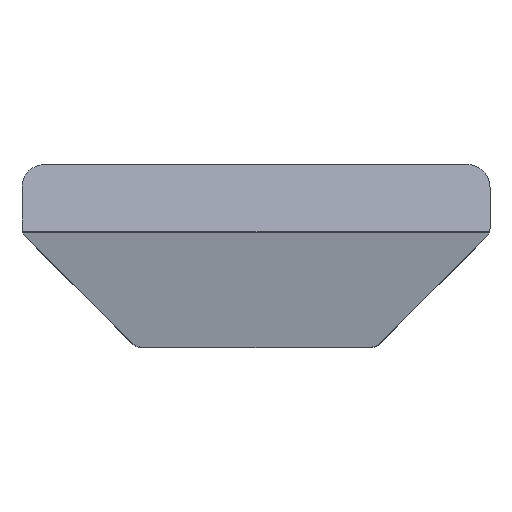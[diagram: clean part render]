
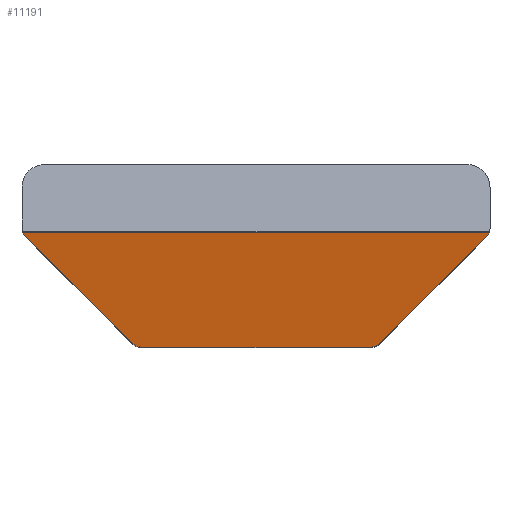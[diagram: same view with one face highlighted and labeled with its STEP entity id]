
A CAD part, top view. The second image highlights one B-rep face of the part: STEP entity #11191.
In plain terms, the highlighted planar face has unit normal (0, -0.174, 0.985).
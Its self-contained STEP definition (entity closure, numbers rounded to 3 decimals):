
#457 = EDGE_CURVE ( 'NONE', #1747, #8266, #4321, .T. ) ;
#813 = ORIENTED_EDGE ( 'NONE', *, *, #8892, .F. ) ;
#871 = DIRECTION ( 'NONE',  ( -1., 0., 0. ) ) ;
#984 = ORIENTED_EDGE ( 'NONE', *, *, #9773, .T. ) ;
#1171 = ORIENTED_EDGE ( 'NONE', *, *, #7794, .T. ) ;
#1363 = CARTESIAN_POINT ( 'NONE',  ( 2.021, 0.171, -0.005 ) ) ;
#1382 = CARTESIAN_POINT ( 'NONE',  ( 1.035, -0.8, -0.176 ) ) ;
#1636 = LINE ( 'NONE', #6896, #2559 ) ;
#1704 = EDGE_CURVE ( 'NONE', #1747, #2871, #5247, .T. ) ;
#1747 = VERTEX_POINT ( 'NONE', #8708 ) ;
#1863 = CARTESIAN_POINT ( 'NONE',  ( -1.035, -0.8, -0.176 ) ) ;
#2139 = EDGE_CURVE ( 'NONE', #12770, #8266, #10533, .T. ) ;
#2153 = DIRECTION ( 'NONE',  ( -0.702, 0.702, 0.124 ) ) ;
#2357 = VERTEX_POINT ( 'NONE', #7494 ) ;
#2559 = VECTOR ( 'NONE', #5634, 1000. ) ;
#2871 = VERTEX_POINT ( 'NONE', #5417 ) ;
#3000 = CARTESIAN_POINT ( 'NONE',  ( 1.009, -0.8, -0.176 ) ) ;
#3066 = CARTESIAN_POINT ( 'NONE',  ( -1.009, -0.8, -0.176 ) ) ;
#3128 = LINE ( 'NONE', #6163, #6621 ) ;
#3198 = CARTESIAN_POINT ( 'NONE',  ( 0., 0.2, 0. ) ) ;
#3845 = CARTESIAN_POINT ( 'NONE',  ( -2.021, 0.171, -0.005 ) ) ;
#3906 = CARTESIAN_POINT ( 'NONE',  ( -2.029, 0.179, -0.004 ) ) ;
#4145 = ORIENTED_EDGE ( 'NONE', *, *, #2139, .T. ) ;
#4163 = CARTESIAN_POINT ( 'NONE',  ( -2.041, 0.2, 0. ) ) ;
#4321 = LINE ( 'NONE', #9931, #9156 ) ;
#4571 = CARTESIAN_POINT ( 'NONE',  ( 1.079, -0.771, -0.171 ) ) ;
#5247 =( BOUNDED_CURVE ( )  B_SPLINE_CURVE ( 3, ( #11481, #13727, #1863, #3066 ),
 .UNSPECIFIED., .F., .T. ) 
 B_SPLINE_CURVE_WITH_KNOTS ( ( 4, 4 ),
 ( 2.356, 3.142 ),
 .UNSPECIFIED. ) 
 CURVE ( )  GEOMETRIC_REPRESENTATION_ITEM ( )  RATIONAL_B_SPLINE_CURVE ( ( 1., 0.949, 0.949, 1. ) ) 
 REPRESENTATION_ITEM ( '' )  );
#5295 = FACE_OUTER_BOUND ( 'NONE', #8253, .T. ) ;
#5417 = CARTESIAN_POINT ( 'NONE',  ( -1.009, -0.8, -0.176 ) ) ;
#5634 = DIRECTION ( 'NONE',  ( 1., 0., 0. ) ) ;
#5683 = VERTEX_POINT ( 'NONE', #10790 ) ;
#5720 =( BOUNDED_CURVE ( )  B_SPLINE_CURVE ( 3, ( #1363, #8836, #13066, #13149 ),
 .UNSPECIFIED., .F., .T. ) 
 B_SPLINE_CURVE_WITH_KNOTS ( ( 4, 4 ),
 ( 3.927, 4.285 ),
 .UNSPECIFIED. ) 
 CURVE ( )  GEOMETRIC_REPRESENTATION_ITEM ( )  RATIONAL_B_SPLINE_CURVE ( ( 1., 0.989, 0.989, 1. ) ) 
 REPRESENTATION_ITEM ( '' )  );
#5769 = VERTEX_POINT ( 'NONE', #3000 ) ;
#6035 = LINE ( 'NONE', #12432, #6973 ) ;
#6149 = CARTESIAN_POINT ( 'NONE',  ( -2.036, 0.189, -0.002 ) ) ;
#6163 = CARTESIAN_POINT ( 'NONE',  ( -1.05, -0.8, -0.176 ) ) ;
#6621 = VECTOR ( 'NONE', #871, 1000. ) ;
#6872 = VERTEX_POINT ( 'NONE', #11729 ) ;
#6896 = CARTESIAN_POINT ( 'NONE',  ( 1.05, 0.2, 0. ) ) ;
#6973 = VECTOR ( 'NONE', #11366, 1000. ) ;
#7124 = CARTESIAN_POINT ( 'NONE',  ( -2.021, 0.171, -0.005 ) ) ;
#7403 = DIRECTION ( 'NONE',  ( 0., -0.174, 0.985 ) ) ;
#7466 = DIRECTION ( 'NONE',  ( -1., 0., 0. ) ) ;
#7494 = CARTESIAN_POINT ( 'NONE',  ( 2.041, 0.2, 0. ) ) ;
#7542 = PLANE ( 'NONE',  #8619 ) ;
#7628 = ORIENTED_EDGE ( 'NONE', *, *, #11280, .F. ) ;
#7794 = EDGE_CURVE ( 'NONE', #5683, #2357, #5720, .T. ) ;
#8253 = EDGE_LOOP ( 'NONE', ( #13736, #4145, #10601, #10875, #7628, #984, #813, #1171 ) ) ;
#8266 = VERTEX_POINT ( 'NONE', #3845 ) ;
#8619 = AXIS2_PLACEMENT_3D ( 'NONE', #3198, #7403, #7466 ) ;
#8708 = CARTESIAN_POINT ( 'NONE',  ( -1.079, -0.771, -0.171 ) ) ;
#8836 = CARTESIAN_POINT ( 'NONE',  ( 2.029, 0.179, -0.004 ) ) ;
#8892 = EDGE_CURVE ( 'NONE', #5683, #6872, #6035, .T. ) ;
#9156 = VECTOR ( 'NONE', #2153, 1000. ) ;
#9705 = EDGE_CURVE ( 'NONE', #12770, #2357, #1636, .T. ) ;
#9773 = EDGE_CURVE ( 'NONE', #5769, #6872, #12883, .T. ) ;
#9931 = CARTESIAN_POINT ( 'NONE',  ( -1.79, -0.06, -0.046 ) ) ;
#10533 =( BOUNDED_CURVE ( )  B_SPLINE_CURVE ( 3, ( #11341, #6149, #3906, #7124 ),
 .UNSPECIFIED., .F., .T. ) 
 B_SPLINE_CURVE_WITH_KNOTS ( ( 4, 4 ),
 ( 5.139, 5.498 ),
 .UNSPECIFIED. ) 
 CURVE ( )  GEOMETRIC_REPRESENTATION_ITEM ( )  RATIONAL_B_SPLINE_CURVE ( ( 1., 0.989, 0.989, 1. ) ) 
 REPRESENTATION_ITEM ( '' )  );
#10601 = ORIENTED_EDGE ( 'NONE', *, *, #457, .F. ) ;
#10790 = CARTESIAN_POINT ( 'NONE',  ( 2.021, 0.171, -0.005 ) ) ;
#10875 = ORIENTED_EDGE ( 'NONE', *, *, #1704, .T. ) ;
#10981 = CARTESIAN_POINT ( 'NONE',  ( 1.009, -0.8, -0.176 ) ) ;
#11191 = ADVANCED_FACE ( 'NONE', ( #5295 ), #7542, .T. ) ;
#11280 = EDGE_CURVE ( 'NONE', #5769, #2871, #3128, .T. ) ;
#11341 = CARTESIAN_POINT ( 'NONE',  ( -2.041, 0.2, 0. ) ) ;
#11366 = DIRECTION ( 'NONE',  ( -0.702, -0.702, -0.124 ) ) ;
#11481 = CARTESIAN_POINT ( 'NONE',  ( -1.079, -0.771, -0.171 ) ) ;
#11729 = CARTESIAN_POINT ( 'NONE',  ( 1.079, -0.771, -0.171 ) ) ;
#12432 = CARTESIAN_POINT ( 'NONE',  ( 0.805, -1.045, -0.22 ) ) ;
#12770 = VERTEX_POINT ( 'NONE', #4163 ) ;
#12883 =( BOUNDED_CURVE ( )  B_SPLINE_CURVE ( 3, ( #10981, #1382, #13285, #4571 ),
 .UNSPECIFIED., .F., .F. ) 
 B_SPLINE_CURVE_WITH_KNOTS ( ( 4, 4 ),
 ( 0., 0.785 ),
 .UNSPECIFIED. ) 
 CURVE ( )  GEOMETRIC_REPRESENTATION_ITEM ( )  RATIONAL_B_SPLINE_CURVE ( ( 1., 0.949, 0.949, 1. ) ) 
 REPRESENTATION_ITEM ( '' )  );
#13066 = CARTESIAN_POINT ( 'NONE',  ( 2.036, 0.189, -0.002 ) ) ;
#13149 = CARTESIAN_POINT ( 'NONE',  ( 2.041, 0.2, 0. ) ) ;
#13285 = CARTESIAN_POINT ( 'NONE',  ( 1.06, -0.79, -0.175 ) ) ;
#13727 = CARTESIAN_POINT ( 'NONE',  ( -1.06, -0.79, -0.175 ) ) ;
#13736 = ORIENTED_EDGE ( 'NONE', *, *, #9705, .F. ) ;
